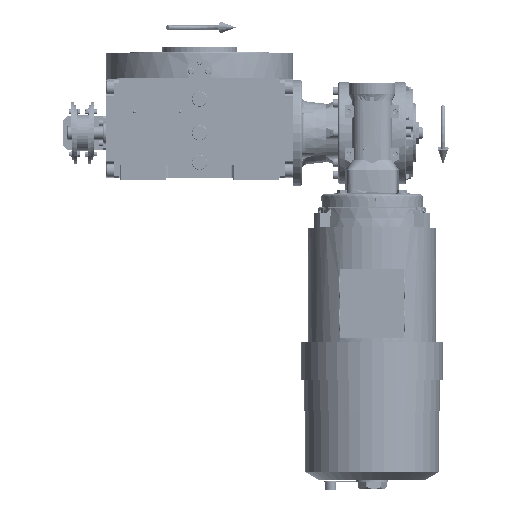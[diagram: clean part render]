
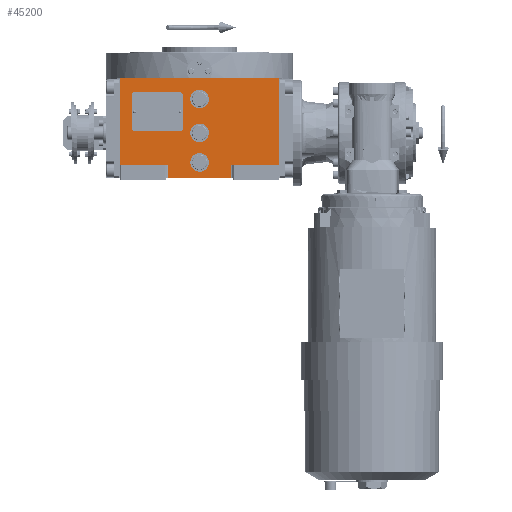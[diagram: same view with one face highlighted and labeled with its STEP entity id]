
A CAD part, top view. The second image highlights one B-rep face of the part: STEP entity #45200.
In plain terms, the highlighted planar face has unit normal (0, 0, 1).
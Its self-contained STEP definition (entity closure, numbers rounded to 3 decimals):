
#3078 = EDGE_CURVE ( 'NONE', #49278, #30824, #117195, .T. ) ;
#3704 = EDGE_CURVE ( 'NONE', #23576, #118636, #145885, .T. ) ;
#4340 = EDGE_CURVE ( 'NONE', #65456, #29953, #118688, .T. ) ;
#6185 = AXIS2_PLACEMENT_3D ( 'NONE', #14584, #85113, #83327 ) ;
#7557 = DIRECTION ( 'NONE',  ( 0., 1., 0. ) ) ;
#7973 = AXIS2_PLACEMENT_3D ( 'NONE', #64574, #36928, #9251 ) ;
#8151 = ORIENTED_EDGE ( 'NONE', *, *, #34359, .F. ) ;
#8525 = ORIENTED_EDGE ( 'NONE', *, *, #125668, .T. ) ;
#9251 = DIRECTION ( 'NONE',  ( -1., 0., 0. ) ) ;
#10061 = LINE ( 'NONE', #172615, #61128 ) ;
#10187 = ORIENTED_EDGE ( 'NONE', *, *, #3704, .F. ) ;
#11155 = LINE ( 'NONE', #12035, #57003 ) ;
#11580 = LINE ( 'NONE', #37490, #66099 ) ;
#12035 = CARTESIAN_POINT ( 'NONE',  ( -37., -53.5, 163.5 ) ) ;
#14584 = CARTESIAN_POINT ( 'NONE',  ( 0., 0., 163.5 ) ) ;
#15993 = VERTEX_POINT ( 'NONE', #137778 ) ;
#16666 = LINE ( 'NONE', #101443, #28746 ) ;
#19380 = FACE_BOUND ( 'NONE', #45096, .T. ) ;
#20405 = DIRECTION ( 'NONE',  ( 0., 0., 1. ) ) ;
#22952 = DIRECTION ( 'NONE',  ( 1., 0., 0. ) ) ;
#23576 = VERTEX_POINT ( 'NONE', #37443 ) ;
#24968 = ORIENTED_EDGE ( 'NONE', *, *, #121471, .F. ) ;
#25177 = AXIS2_PLACEMENT_3D ( 'NONE', #120689, #78785, #133240 ) ;
#27964 = CARTESIAN_POINT ( 'NONE',  ( 37., -38.5, 163.5 ) ) ;
#28746 = VECTOR ( 'NONE', #125550, 1000. ) ;
#29953 = VERTEX_POINT ( 'NONE', #152376 ) ;
#30824 = VERTEX_POINT ( 'NONE', #90227 ) ;
#33437 = EDGE_CURVE ( 'NONE', #37397, #107324, #135805, .T. ) ;
#34359 = EDGE_CURVE ( 'NONE', #134195, #39576, #51836, .T. ) ;
#36269 = DIRECTION ( 'NONE',  ( 1., 0., 0. ) ) ;
#36485 = AXIS2_PLACEMENT_3D ( 'NONE', #46153, #84584, #72053 ) ;
#36826 = EDGE_CURVE ( 'NONE', #107324, #37397, #176238, .T. ) ;
#36928 = DIRECTION ( 'NONE',  ( 0., 0., 1. ) ) ;
#37272 = VERTEX_POINT ( 'NONE', #106212 ) ;
#37397 = VERTEX_POINT ( 'NONE', #142712 ) ;
#37443 = CARTESIAN_POINT ( 'NONE',  ( -11., 0., 163.5 ) ) ;
#37490 = CARTESIAN_POINT ( 'NONE',  ( 37., -38.5, 163.5 ) ) ;
#38319 = DIRECTION ( 'NONE',  ( 1., 0., 0. ) ) ;
#39576 = VERTEX_POINT ( 'NONE', #175307 ) ;
#40212 = AXIS2_PLACEMENT_3D ( 'NONE', #90799, #114913, #22952 ) ;
#44565 = CARTESIAN_POINT ( 'NONE',  ( 11., 0., 163.5 ) ) ;
#45096 = EDGE_LOOP ( 'NONE', ( #102199, #148637 ) ) ;
#45200 = ADVANCED_FACE ( 'NONE', ( #97986, #58691, #19380, #125615 ), #127385, .T. ) ;
#46153 = CARTESIAN_POINT ( 'NONE',  ( -94.5, -53.5, 163.5 ) ) ;
#49278 = VERTEX_POINT ( 'NONE', #86645 ) ;
#50729 = VERTEX_POINT ( 'NONE', #137410 ) ;
#51836 = LINE ( 'NONE', #160782, #90445 ) ;
#56256 = AXIS2_PLACEMENT_3D ( 'NONE', #159099, #119727, #132257 ) ;
#57003 = VECTOR ( 'NONE', #79026, 1000. ) ;
#57508 = EDGE_LOOP ( 'NONE', ( #24968, #10187 ) ) ;
#57648 = EDGE_CURVE ( 'NONE', #121266, #37272, #16666, .T. ) ;
#58691 = FACE_BOUND ( 'NONE', #87829, .T. ) ;
#60219 = EDGE_CURVE ( 'NONE', #15993, #39576, #130920, .T. ) ;
#61128 = VECTOR ( 'NONE', #64502, 1000. ) ;
#64502 = DIRECTION ( 'NONE',  ( 0., 1., 0. ) ) ;
#64574 = CARTESIAN_POINT ( 'NONE',  ( 0., -35., 163.5 ) ) ;
#65456 = VERTEX_POINT ( 'NONE', #157252 ) ;
#66099 = VECTOR ( 'NONE', #105364, 1000. ) ;
#66652 = CARTESIAN_POINT ( 'NONE',  ( -37., -53.5, 163.5 ) ) ;
#72053 = DIRECTION ( 'NONE',  ( 1., 0., 0. ) ) ;
#78785 = DIRECTION ( 'NONE',  ( 0., 0., 1. ) ) ;
#79026 = DIRECTION ( 'NONE',  ( 1., 0., 0. ) ) ;
#79879 = VECTOR ( 'NONE', #7557, 1000. ) ;
#83327 = DIRECTION ( 'NONE',  ( -1., 0., 0. ) ) ;
#83520 = VECTOR ( 'NONE', #36269, 1000. ) ;
#84584 = DIRECTION ( 'NONE',  ( 0., 0., 1. ) ) ;
#85113 = DIRECTION ( 'NONE',  ( 0., 0., 1. ) ) ;
#86645 = CARTESIAN_POINT ( 'NONE',  ( 11., -35., 163.5 ) ) ;
#86844 = ORIENTED_EDGE ( 'NONE', *, *, #60219, .T. ) ;
#87829 = EDGE_LOOP ( 'NONE', ( #125363, #158587 ) ) ;
#88001 = ORIENTED_EDGE ( 'NONE', *, *, #113508, .F. ) ;
#90227 = CARTESIAN_POINT ( 'NONE',  ( -11., -35., 163.5 ) ) ;
#90445 = VECTOR ( 'NONE', #92899, 1000. ) ;
#90799 = CARTESIAN_POINT ( 'NONE',  ( 0., -35., 163.5 ) ) ;
#92899 = DIRECTION ( 'NONE',  ( 0., 1., 0. ) ) ;
#97986 = FACE_BOUND ( 'NONE', #57508, .T. ) ;
#99306 = EDGE_CURVE ( 'NONE', #30824, #49278, #150604, .T. ) ;
#101443 = CARTESIAN_POINT ( 'NONE',  ( 37., -38.5, 163.5 ) ) ;
#101656 = DIRECTION ( 'NONE',  ( 1., 0., 0. ) ) ;
#102199 = ORIENTED_EDGE ( 'NONE', *, *, #33437, .F. ) ;
#104841 = LINE ( 'NONE', #129878, #79879 ) ;
#105364 = DIRECTION ( 'NONE',  ( 0., -1., 0. ) ) ;
#105830 = ORIENTED_EDGE ( 'NONE', *, *, #4340, .F. ) ;
#106212 = CARTESIAN_POINT ( 'NONE',  ( 94.5, -38.5, 163.5 ) ) ;
#107324 = VERTEX_POINT ( 'NONE', #122073 ) ;
#111983 = VECTOR ( 'NONE', #38319, 1000. ) ;
#113508 = EDGE_CURVE ( 'NONE', #121266, #50729, #11580, .T. ) ;
#114913 = DIRECTION ( 'NONE',  ( 0., 0., 1. ) ) ;
#117195 = CIRCLE ( 'NONE', #40212, 11. ) ;
#117950 = EDGE_CURVE ( 'NONE', #15993, #65456, #10061, .T. ) ;
#118636 = VERTEX_POINT ( 'NONE', #44565 ) ;
#118688 = LINE ( 'NONE', #145514, #111983 ) ;
#119727 = DIRECTION ( 'NONE',  ( 0., 0., 1. ) ) ;
#120109 = CARTESIAN_POINT ( 'NONE',  ( -94.5, -38.5, 163.5 ) ) ;
#120689 = CARTESIAN_POINT ( 'NONE',  ( 0., 40., 163.5 ) ) ;
#121266 = VERTEX_POINT ( 'NONE', #27964 ) ;
#121471 = EDGE_CURVE ( 'NONE', #118636, #23576, #144727, .T. ) ;
#122073 = CARTESIAN_POINT ( 'NONE',  ( -11., 40., 163.5 ) ) ;
#124608 = ORIENTED_EDGE ( 'NONE', *, *, #138846, .T. ) ;
#125363 = ORIENTED_EDGE ( 'NONE', *, *, #3078, .F. ) ;
#125550 = DIRECTION ( 'NONE',  ( 1., 0., 0. ) ) ;
#125615 = FACE_OUTER_BOUND ( 'NONE', #140561, .T. ) ;
#125668 = EDGE_CURVE ( 'NONE', #134195, #50729, #11155, .T. ) ;
#127385 = PLANE ( 'NONE',  #36485 ) ;
#129878 = CARTESIAN_POINT ( 'NONE',  ( 94.5, -38.5, 163.5 ) ) ;
#130920 = LINE ( 'NONE', #120109, #83520 ) ;
#132257 = DIRECTION ( 'NONE',  ( 1., 0., 0. ) ) ;
#133240 = DIRECTION ( 'NONE',  ( -1., 0., 0. ) ) ;
#134195 = VERTEX_POINT ( 'NONE', #66652 ) ;
#135805 = CIRCLE ( 'NONE', #144363, 11. ) ;
#137410 = CARTESIAN_POINT ( 'NONE',  ( 37., -53.5, 163.5 ) ) ;
#137778 = CARTESIAN_POINT ( 'NONE',  ( -94.5, -38.5, 163.5 ) ) ;
#138846 = EDGE_CURVE ( 'NONE', #37272, #29953, #104841, .T. ) ;
#140561 = EDGE_LOOP ( 'NONE', ( #8525, #88001, #149624, #124608, #105830, #152406, #86844, #8151 ) ) ;
#142712 = CARTESIAN_POINT ( 'NONE',  ( 11., 40., 163.5 ) ) ;
#144363 = AXIS2_PLACEMENT_3D ( 'NONE', #155260, #20405, #101656 ) ;
#144727 = CIRCLE ( 'NONE', #56256, 11. ) ;
#145514 = CARTESIAN_POINT ( 'NONE',  ( -94.5, 64.5, 163.5 ) ) ;
#145885 = CIRCLE ( 'NONE', #6185, 11. ) ;
#148637 = ORIENTED_EDGE ( 'NONE', *, *, #36826, .F. ) ;
#149624 = ORIENTED_EDGE ( 'NONE', *, *, #57648, .T. ) ;
#150604 = CIRCLE ( 'NONE', #7973, 11. ) ;
#152376 = CARTESIAN_POINT ( 'NONE',  ( 94.5, 64.5, 163.5 ) ) ;
#152406 = ORIENTED_EDGE ( 'NONE', *, *, #117950, .F. ) ;
#155260 = CARTESIAN_POINT ( 'NONE',  ( 0., 40., 163.5 ) ) ;
#157252 = CARTESIAN_POINT ( 'NONE',  ( -94.5, 64.5, 163.5 ) ) ;
#158587 = ORIENTED_EDGE ( 'NONE', *, *, #99306, .F. ) ;
#159099 = CARTESIAN_POINT ( 'NONE',  ( 0., 0., 163.5 ) ) ;
#160782 = CARTESIAN_POINT ( 'NONE',  ( -37., -53.5, 163.5 ) ) ;
#172615 = CARTESIAN_POINT ( 'NONE',  ( -94.5, -38.5, 163.5 ) ) ;
#175307 = CARTESIAN_POINT ( 'NONE',  ( -37., -38.5, 163.5 ) ) ;
#176238 = CIRCLE ( 'NONE', #25177, 11. ) ;
